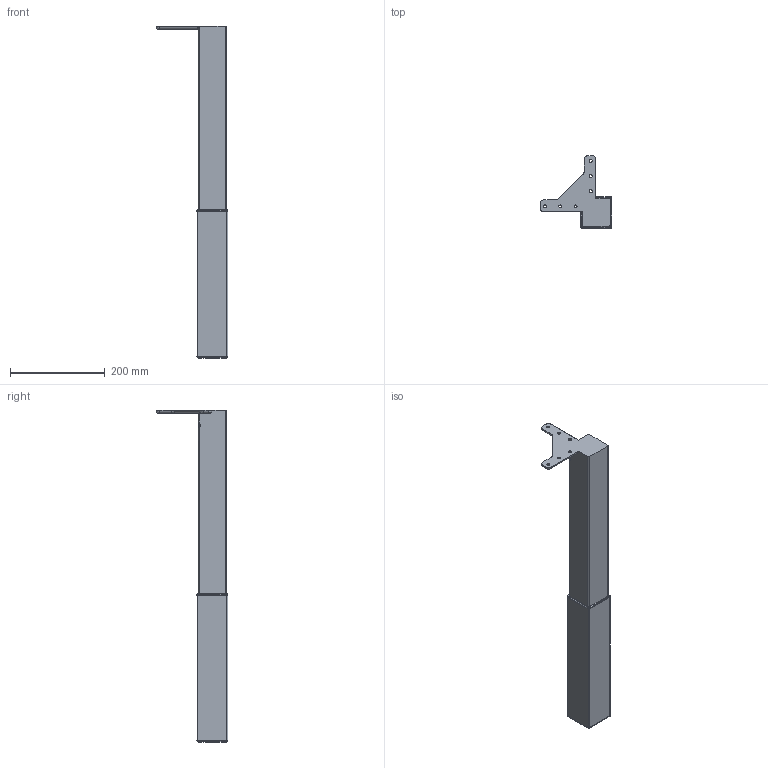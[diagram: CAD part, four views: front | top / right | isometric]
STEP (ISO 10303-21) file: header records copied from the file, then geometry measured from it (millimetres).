
FILE_DESCRIPTION(('STEP AP214'),'1');
FILE_NAME('3011003 Trampolo 2 H620-800.STP','2025-01-07T10:37:46',(' '),(' '),'Spatial InterOp 3D',' ',' ');
FILE_SCHEMA(('AUTOMOTIVE_DESIGN { 1 0 10303 214 1 1 1 1 }'));
Length unit declared in the file: millimetre
Products named in the file (1): None
Bounding box: 151.8 x 151.8 x 700 mm (x, y, z)
Volume: 2713606.1 mm3; surface area: 192342.5 mm2
Topology: 1 solids, 1 shells, 109 faces, 284 edges, 181 vertices
Faces by surface type: cylinder 54, plane 40, bspline 15
Full cylindrical faces by diameter (mm): 6.4 x6, 7.5 x1, 10.5 x6
Entity records: 4257 total; most frequent: CARTESIAN_POINT 1452, DIRECTION 565, ORIENTED_EDGE 530, EDGE_CURVE 265, AXIS2_PLACEMENT_3D 220, VERTEX_POINT 175, EDGE_LOOP 138, LINE 125
